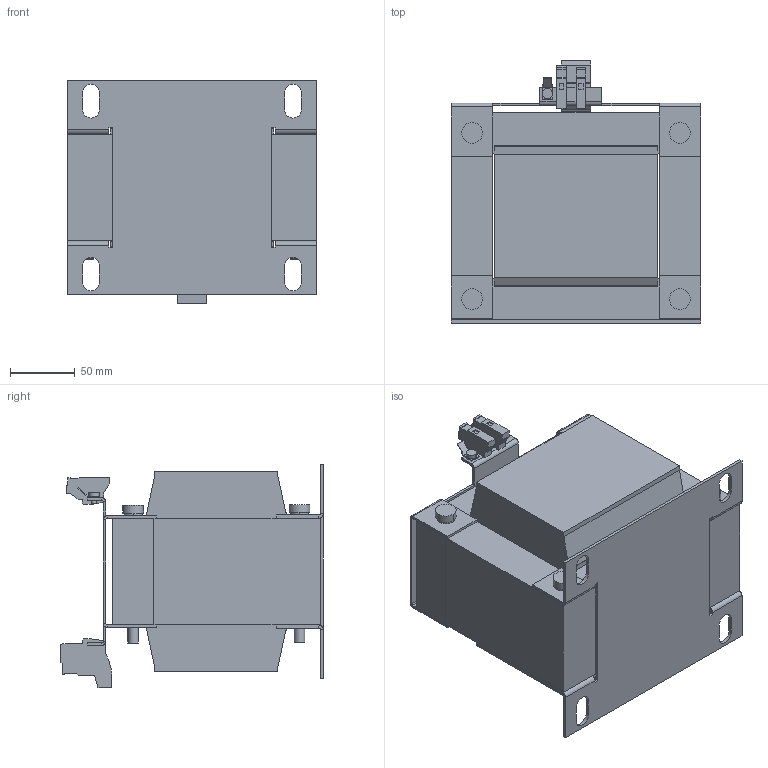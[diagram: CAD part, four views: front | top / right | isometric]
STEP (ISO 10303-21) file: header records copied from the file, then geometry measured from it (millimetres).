
FILE_DESCRIPTION (( 'STEP AP214' ), '1' );
FILE_NAME ('211771.STEP', '2020-08-24T06:03:39', ( '' ), ( '' ), 'SwSTEP 2.0', 'SolidWorks 2018', '' );
FILE_SCHEMA (( 'AUTOMOTIVE_DESIGN' ));
Length unit declared in the file: millimetre
Products named in the file (1): 211771
Bounding box: 192 x 202.4 x 171.8 mm (x, y, z)
Volume: 3572036.6 mm3; surface area: 319269.6 mm2
Topology: 1 solids, 1 shells, 373 faces, 955 edges, 596 vertices
Faces by surface type: plane 291, cylinder 82
Entity records: 11155 total; most frequent: CARTESIAN_POINT 1925, ORIENTED_EDGE 1910, DIRECTION 1875, EDGE_CURVE 955, VECTOR 783, LINE 783, VERTEX_POINT 596, AXIS2_PLACEMENT_3D 546
